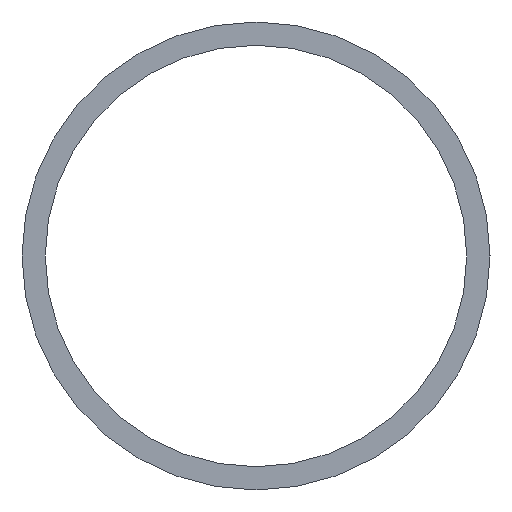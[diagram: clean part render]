
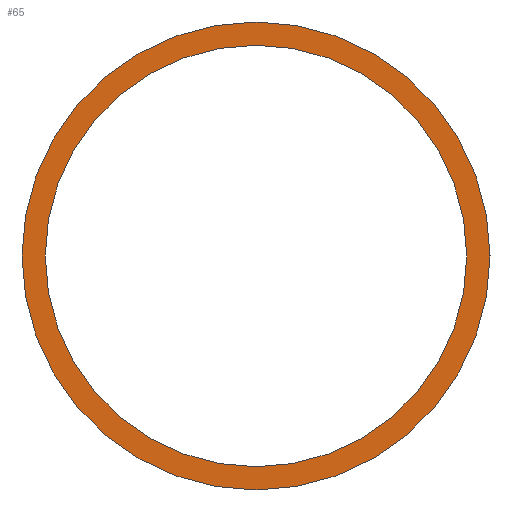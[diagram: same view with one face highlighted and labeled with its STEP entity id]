
A CAD part, left-side view. The second image highlights one B-rep face of the part: STEP entity #65.
In plain terms, the highlighted planar face has unit normal (-1, 0, 0).
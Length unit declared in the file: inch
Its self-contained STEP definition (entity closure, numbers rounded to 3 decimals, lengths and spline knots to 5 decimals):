
#2 = CIRCLE ( 'NONE', #95, 0.5625 ) ;
#26 = EDGE_LOOP ( 'NONE', ( #79, #188 ) ) ;
#29 = CARTESIAN_POINT ( 'NONE',  ( -23.5, 0., 0. ) ) ;
#31 = AXIS2_PLACEMENT_3D ( 'NONE', #202, #97, #180 ) ;
#33 = DIRECTION ( 'NONE',  ( 0., 0., -1. ) ) ;
#51 = CARTESIAN_POINT ( 'NONE',  ( -23.5, 0., 0. ) ) ;
#59 = DIRECTION ( 'NONE',  ( 0., 0., -1. ) ) ;
#60 = VERTEX_POINT ( 'NONE', #190 ) ;
#63 = EDGE_CURVE ( 'NONE', #126, #81, #2, .T. ) ;
#65 = ADVANCED_FACE ( 'NONE', ( #137, #148 ), #131, .F. ) ;
#68 = AXIS2_PLACEMENT_3D ( 'NONE', #209, #146, #165 ) ;
#79 = ORIENTED_EDGE ( 'NONE', *, *, #63, .T. ) ;
#81 = VERTEX_POINT ( 'NONE', #223 ) ;
#88 = CARTESIAN_POINT ( 'NONE',  ( -23.5, 0., 0.5625 ) ) ;
#89 = CIRCLE ( 'NONE', #68, 0.6245 ) ;
#92 = DIRECTION ( 'NONE',  ( 1., 0., 0. ) ) ;
#95 = AXIS2_PLACEMENT_3D ( 'NONE', #29, #215, #59 ) ;
#97 = DIRECTION ( 'NONE',  ( 1., 0., 0. ) ) ;
#101 = ORIENTED_EDGE ( 'NONE', *, *, #106, .F. ) ;
#106 = EDGE_CURVE ( 'NONE', #186, #60, #89, .T. ) ;
#119 = EDGE_CURVE ( 'NONE', #81, #126, #127, .T. ) ;
#120 = EDGE_LOOP ( 'NONE', ( #101, #169 ) ) ;
#126 = VERTEX_POINT ( 'NONE', #88 ) ;
#127 = CIRCLE ( 'NONE', #199, 0.5625 ) ;
#131 = PLANE ( 'NONE',  #196 ) ;
#132 = DIRECTION ( 'NONE',  ( 1., 0., 0. ) ) ;
#134 = CARTESIAN_POINT ( 'NONE',  ( -23.5, 0., 0.6245 ) ) ;
#137 = FACE_OUTER_BOUND ( 'NONE', #120, .T. ) ;
#146 = DIRECTION ( 'NONE',  ( 1., 0., 0. ) ) ;
#148 = FACE_BOUND ( 'NONE', #26, .T. ) ;
#149 = DIRECTION ( 'NONE',  ( 0., 0., -1. ) ) ;
#165 = DIRECTION ( 'NONE',  ( 0., 0., -1. ) ) ;
#169 = ORIENTED_EDGE ( 'NONE', *, *, #216, .F. ) ;
#173 = CIRCLE ( 'NONE', #31, 0.6245 ) ;
#179 = CARTESIAN_POINT ( 'NONE',  ( -23.5, 0., 0. ) ) ;
#180 = DIRECTION ( 'NONE',  ( 0., 0., -1. ) ) ;
#186 = VERTEX_POINT ( 'NONE', #134 ) ;
#188 = ORIENTED_EDGE ( 'NONE', *, *, #119, .T. ) ;
#190 = CARTESIAN_POINT ( 'NONE',  ( -23.5, 0., -0.6245 ) ) ;
#196 = AXIS2_PLACEMENT_3D ( 'NONE', #179, #92, #149 ) ;
#199 = AXIS2_PLACEMENT_3D ( 'NONE', #51, #132, #33 ) ;
#202 = CARTESIAN_POINT ( 'NONE',  ( -23.5, 0., 0. ) ) ;
#209 = CARTESIAN_POINT ( 'NONE',  ( -23.5, 0., 0. ) ) ;
#215 = DIRECTION ( 'NONE',  ( 1., 0., 0. ) ) ;
#216 = EDGE_CURVE ( 'NONE', #60, #186, #173, .T. ) ;
#223 = CARTESIAN_POINT ( 'NONE',  ( -23.5, 0., -0.5625 ) ) ;
